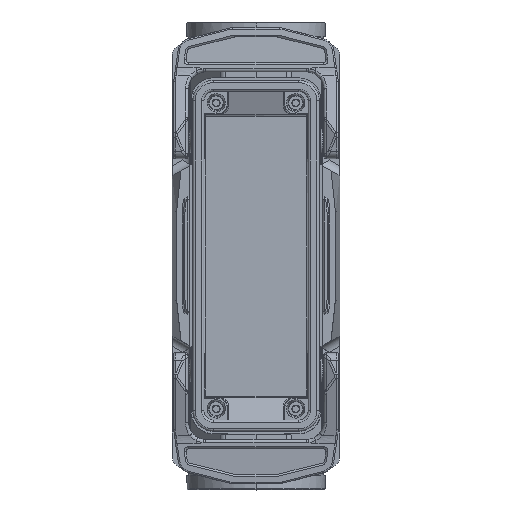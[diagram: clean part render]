
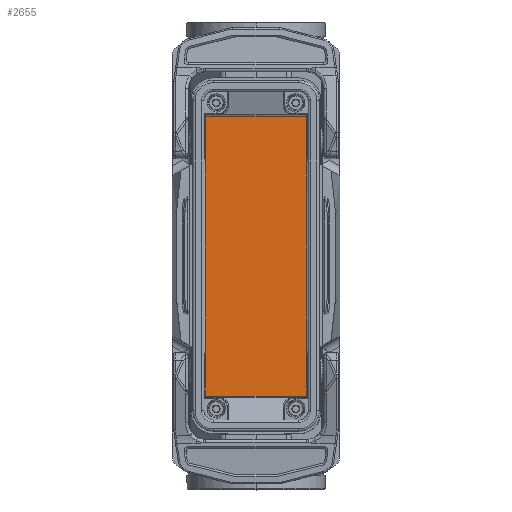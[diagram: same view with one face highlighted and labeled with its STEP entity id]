
A CAD part, top view. The second image highlights one B-rep face of the part: STEP entity #2655.
In plain terms, the highlighted planar face has unit normal (0, 0, 1).
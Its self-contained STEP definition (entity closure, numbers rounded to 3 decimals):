
#1237=AXIS2_PLACEMENT_3D('Circle Axis2P3D',#1235,#1236,$) ;
#1244=AXIS2_PLACEMENT_3D('Circle Axis2P3D',#1242,#1243,$) ;
#2619=AXIS2_PLACEMENT_3D('Plane Axis2P3D',#2616,#2617,#2618) ;
#2630=AXIS2_PLACEMENT_3D('Circle Axis2P3D',#2628,#2629,$) ;
#2637=AXIS2_PLACEMENT_3D('Circle Axis2P3D',#2635,#2636,$) ;
#1232=CARTESIAN_POINT('Vertex',(11.489,31.926,5.)) ;
#1235=CARTESIAN_POINT('Axis2P3D Location',(3557.219,79.5,5.)) ;
#1239=CARTESIAN_POINT('Vertex',(11.17,79.5,5.)) ;
#1242=CARTESIAN_POINT('Axis2P3D Location',(3557.219,79.5,5.)) ;
#1246=CARTESIAN_POINT('Vertex',(11.489,127.074,5.)) ;
#2616=CARTESIAN_POINT('Axis2P3D Location',(48.5,19.,5.)) ;
#2621=CARTESIAN_POINT('Line Origine',(28.5,31.926,5.)) ;
#2625=CARTESIAN_POINT('Vertex',(45.511,31.926,5.)) ;
#2628=CARTESIAN_POINT('Axis2P3D Location',(-3500.219,79.5,5.)) ;
#2632=CARTESIAN_POINT('Vertex',(45.83,79.5,5.)) ;
#2635=CARTESIAN_POINT('Axis2P3D Location',(-3500.219,79.5,5.)) ;
#2639=CARTESIAN_POINT('Vertex',(45.511,127.074,5.)) ;
#2642=CARTESIAN_POINT('Line Origine',(28.5,127.074,5.)) ;
#1236=DIRECTION('Axis2P3D Direction',(-0.,0.,1.)) ;
#1243=DIRECTION('Axis2P3D Direction',(-0.,0.,1.)) ;
#2617=DIRECTION('Axis2P3D Direction',(-0.,0.,1.)) ;
#2618=DIRECTION('Axis2P3D XDirection',(1.,0.,0.)) ;
#2622=DIRECTION('Vector Direction',(-1.,0.,0.)) ;
#2629=DIRECTION('Axis2P3D Direction',(-0.,0.,1.)) ;
#2636=DIRECTION('Axis2P3D Direction',(-0.,0.,1.)) ;
#2643=DIRECTION('Vector Direction',(1.,0.,0.)) ;
#2623=VECTOR('Line Direction',#2622,1.) ;
#2644=VECTOR('Line Direction',#2643,1.) ;
#2648=ORIENTED_EDGE('',*,*,#1241,.T.) ;
#2649=ORIENTED_EDGE('',*,*,#2627,.F.) ;
#2650=ORIENTED_EDGE('',*,*,#2634,.T.) ;
#2651=ORIENTED_EDGE('',*,*,#2641,.T.) ;
#2652=ORIENTED_EDGE('',*,*,#2646,.F.) ;
#2653=ORIENTED_EDGE('',*,*,#1248,.T.) ;
#2655=ADVANCED_FACE('MANIFOLD_SOLID_BREP #109',(#2654),#2620,.T.) ;
#1238=CIRCLE('generated circle',#1237,3546.05) ;
#1245=CIRCLE('generated circle',#1244,3546.05) ;
#2631=CIRCLE('generated circle',#2630,3546.05) ;
#2638=CIRCLE('generated circle',#2637,3546.05) ;
#1241=EDGE_CURVE('',#1240,#1233,#1238,.T.) ;
#1248=EDGE_CURVE('',#1247,#1240,#1245,.T.) ;
#2627=EDGE_CURVE('',#2626,#1233,#2624,.T.) ;
#2634=EDGE_CURVE('',#2626,#2633,#2631,.T.) ;
#2641=EDGE_CURVE('',#2633,#2640,#2638,.T.) ;
#2646=EDGE_CURVE('',#1247,#2640,#2645,.T.) ;
#2647=EDGE_LOOP('',(#2648,#2649,#2650,#2651,#2652,#2653)) ;
#2654=FACE_OUTER_BOUND('',#2647,.T.) ;
#2624=LINE('Line',#2621,#2623) ;
#2645=LINE('Line',#2642,#2644) ;
#2620=PLANE('',#2619) ;
#1233=VERTEX_POINT('',#1232) ;
#1240=VERTEX_POINT('',#1239) ;
#1247=VERTEX_POINT('',#1246) ;
#2626=VERTEX_POINT('',#2625) ;
#2633=VERTEX_POINT('',#2632) ;
#2640=VERTEX_POINT('',#2639) ;
